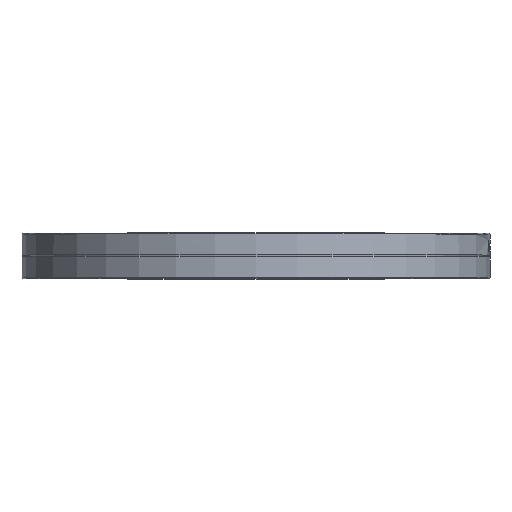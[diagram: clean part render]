
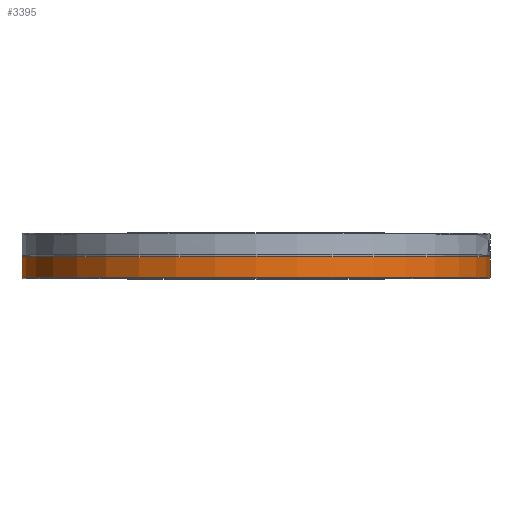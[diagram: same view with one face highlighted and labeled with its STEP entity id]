
A CAD part, top view. The second image highlights one B-rep face of the part: STEP entity #3395.
In plain terms, the highlighted cylindrical face has radius 127 mm (diameter 254 mm), a full revolution.
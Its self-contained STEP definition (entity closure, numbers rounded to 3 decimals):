
#323=CYLINDRICAL_SURFACE('',#3661,127.);
#380=FACE_OUTER_BOUND('',#612,.T.);
#612=EDGE_LOOP('',(#2363,#2364,#2365,#2366,#2367,#2368));
#843=LINE('',#4912,#1042);
#1042=VECTOR('',#4073,127.);
#1240=CIRCLE('',#3632,127.);
#1241=CIRCLE('',#3633,127.);
#1268=CIRCLE('',#3662,127.);
#1269=CIRCLE('',#3663,127.);
#1427=VERTEX_POINT('',#4849);
#1428=VERTEX_POINT('',#4850);
#1455=VERTEX_POINT('',#4908);
#1456=VERTEX_POINT('',#4909);
#1777=EDGE_CURVE('',#1427,#1428,#1240,.T.);
#1778=EDGE_CURVE('',#1428,#1427,#1241,.T.);
#1806=EDGE_CURVE('',#1455,#1456,#1268,.T.);
#1807=EDGE_CURVE('',#1456,#1455,#1269,.T.);
#1808=EDGE_CURVE('',#1456,#1428,#843,.T.);
#2363=ORIENTED_EDGE('',*,*,#1806,.F.);
#2364=ORIENTED_EDGE('',*,*,#1807,.F.);
#2365=ORIENTED_EDGE('',*,*,#1808,.T.);
#2366=ORIENTED_EDGE('',*,*,#1777,.F.);
#2367=ORIENTED_EDGE('',*,*,#1778,.F.);
#2368=ORIENTED_EDGE('',*,*,#1808,.F.);
#3395=ADVANCED_FACE('',(#380),#323,.T.);
#3632=AXIS2_PLACEMENT_3D('',#4851,#4008,#4009);
#3633=AXIS2_PLACEMENT_3D('',#4852,#4010,#4011);
#3661=AXIS2_PLACEMENT_3D('',#4907,#4067,#4068);
#3662=AXIS2_PLACEMENT_3D('',#4910,#4069,#4070);
#3663=AXIS2_PLACEMENT_3D('',#4911,#4071,#4072);
#4008=DIRECTION('center_axis',(0.,-1.,0.));
#4009=DIRECTION('ref_axis',(1.,0.,0.));
#4010=DIRECTION('center_axis',(0.,-1.,0.));
#4011=DIRECTION('ref_axis',(1.,0.,0.));
#4067=DIRECTION('center_axis',(0.,1.,0.));
#4068=DIRECTION('ref_axis',(-1.,0.,0.));
#4069=DIRECTION('center_axis',(0.,1.,0.));
#4070=DIRECTION('ref_axis',(1.,0.,0.));
#4071=DIRECTION('center_axis',(0.,1.,0.));
#4072=DIRECTION('ref_axis',(1.,0.,0.));
#4073=DIRECTION('',(0.,-1.,0.));
#4849=CARTESIAN_POINT('',(-127.,0.5,0.));
#4850=CARTESIAN_POINT('',(127.,0.5,0.));
#4851=CARTESIAN_POINT('Origin',(0.,0.5,0.));
#4852=CARTESIAN_POINT('Origin',(0.,0.5,0.));
#4907=CARTESIAN_POINT('Origin',(0.,5.906,0.));
#4908=CARTESIAN_POINT('',(0.,11.813,-127.));
#4909=CARTESIAN_POINT('',(127.,11.813,0.));
#4910=CARTESIAN_POINT('Origin',(0.,11.813,0.));
#4911=CARTESIAN_POINT('Origin',(0.,11.813,0.));
#4912=CARTESIAN_POINT('',(127.,5.906,0.));
